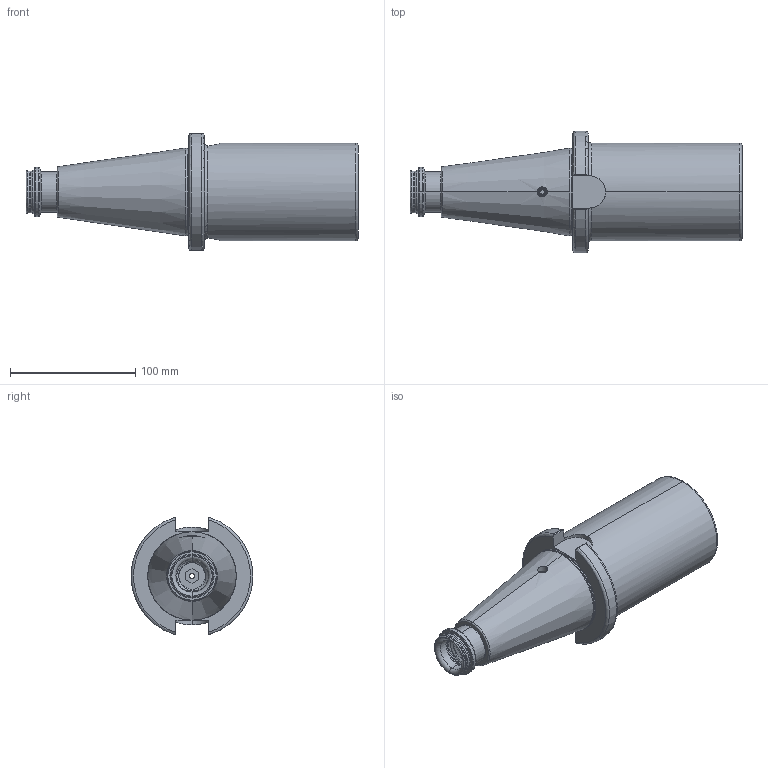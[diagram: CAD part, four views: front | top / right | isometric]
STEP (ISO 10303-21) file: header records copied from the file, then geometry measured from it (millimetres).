
FILE_DESCRIPTION (( 'STEP AP203' ), '1' );
FILE_NAME ('501.08.05A.STEP', '2016-11-26T05:13:39', ( '' ), ( '' ), 'SwSTEP 2.0', 'SolidWorks 2012', '' );
FILE_SCHEMA (( 'CONFIG_CONTROL_DESIGN' ));
Length unit declared in the file: millimetre
Products named in the file (5): 501.08.05A; 2-41371009AF_M36xP1.5_14L; 2-02.000.0060100C2_M6xP01-10L; 2-01130073_M20xP2.5-51L
Assembly tree (4 placements, depth 2):
  501.08.05A
    501.08.05A
    2-02.000.0060100C2_M6xP01-10L
    2-01130073_M20xP2.5-51L
    2-41371009AF_M36xP1.5_14L
Bounding box: 264.8 x 96.94 x 93.3 mm (x, y, z)
Volume: 692976.5 mm3; surface area: 112106.2 mm2
Topology: 4 solids, 4 shells, 416 faces, 1099 edges, 697 vertices
Faces by surface type: cylinder 196, plane 71, cone 54, bspline 48, torus 47
Entity records: 55916 total; most frequent: CARTESIAN_POINT 46428, ORIENTED_EDGE 2194, DIRECTION 1576, EDGE_CURVE 1097, VERTEX_POINT 697, AXIS2_PLACEMENT_3D 615, EDGE_LOOP 434, FACE_OUTER_BOUND 416
